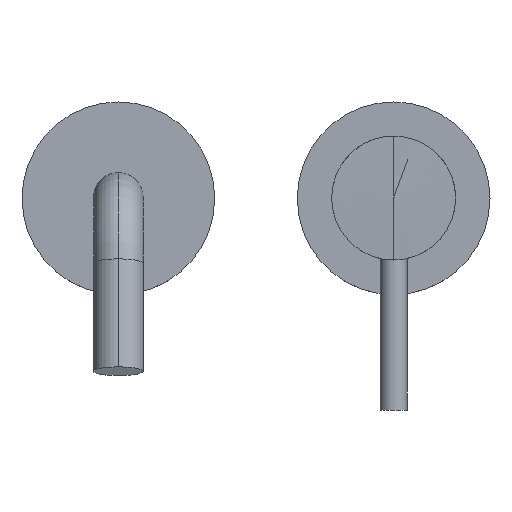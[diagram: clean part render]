
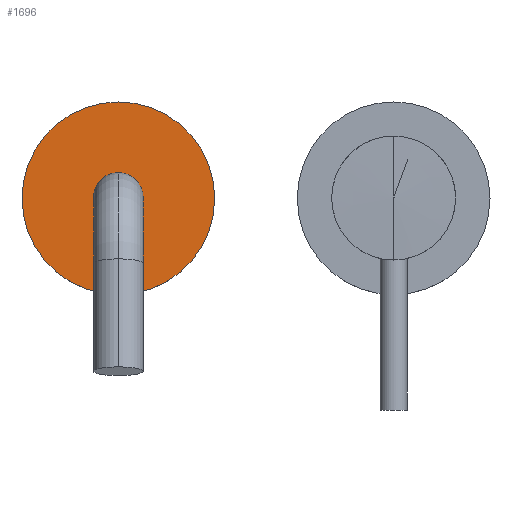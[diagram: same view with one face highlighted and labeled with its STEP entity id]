
A CAD part, top view. The second image highlights one B-rep face of the part: STEP entity #1696.
In plain terms, the highlighted planar face has unit normal (0, 0, 1).
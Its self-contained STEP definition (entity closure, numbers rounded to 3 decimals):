
#1539=CARTESIAN_POINT('',(-100.,0.,49.));
#1540=DIRECTION('',(0.,0.,1.));
#1541=DIRECTION('',(0.,1.,0.));
#1542=AXIS2_PLACEMENT_3D('',#1539,#1540,#1541);
#1548=CARTESIAN_POINT('',(-100.,0.,49.));
#1549=DIRECTION('',(0.,0.,1.));
#1550=DIRECTION('',(-1.,0.,0.));
#1551=AXIS2_PLACEMENT_3D('',#1548,#1549,#1550);
#1553=CARTESIAN_POINT('',(-100.,0.,49.));
#1554=DIRECTION('',(0.,0.,-1.));
#1555=DIRECTION('',(-1.,0.,0.));
#1556=AXIS2_PLACEMENT_3D('',#1553,#1554,#1555);
#1576=CARTESIAN_POINT('',(-100.,0.,49.));
#1577=DIRECTION('',(0.,0.,1.));
#1578=DIRECTION('',(0.,-1.,0.));
#1579=AXIS2_PLACEMENT_3D('',#1576,#1577,#1578);
#1646=CARTESIAN_POINT('',(-135.,0.,49.));
#1648=VERTEX_POINT('',#1646);
#1650=CARTESIAN_POINT('',(-65.,0.,49.));
#1652=VERTEX_POINT('',#1650);
#1653=CARTESIAN_POINT('',(-100.,-9.,49.));
#1654=CARTESIAN_POINT('',(-100.,9.,49.));
#1655=VERTEX_POINT('',#1653);
#1656=VERTEX_POINT('',#1654);
#1680=CARTESIAN_POINT('',(-100.,0.,49.));
#1681=DIRECTION('',(0.,0.,-1.));
#1682=DIRECTION('',(1.,0.,0.));
#1683=AXIS2_PLACEMENT_3D('',#1680,#1681,#1682);
#1684=PLANE('',#1683);
#1686=ORIENTED_EDGE('',*,*,#1685,.F.);
#1688=ORIENTED_EDGE('',*,*,#1687,.T.);
#1689=EDGE_LOOP('',(#1686,#1688));
#1690=FACE_OUTER_BOUND('',#1689,.F.);
#1692=ORIENTED_EDGE('',*,*,#1691,.T.);
#1693=ORIENTED_EDGE('',*,*,#1662,.T.);
#1694=EDGE_LOOP('',(#1692,#1693));
#1695=FACE_BOUND('',#1694,.F.);
#1696=ADVANCED_FACE('',(#1690,#1695),#1684,.F.);
#1543=CIRCLE('',#1542,9.);
#1552=CIRCLE('',#1551,35.);
#1557=CIRCLE('',#1556,35.);
#1580=CIRCLE('',#1579,9.);
#1662=EDGE_CURVE('',#1656,#1655,#1543,.T.);
#1685=EDGE_CURVE('',#1648,#1652,#1552,.T.);
#1687=EDGE_CURVE('',#1648,#1652,#1557,.T.);
#1691=EDGE_CURVE('',#1655,#1656,#1580,.T.);
